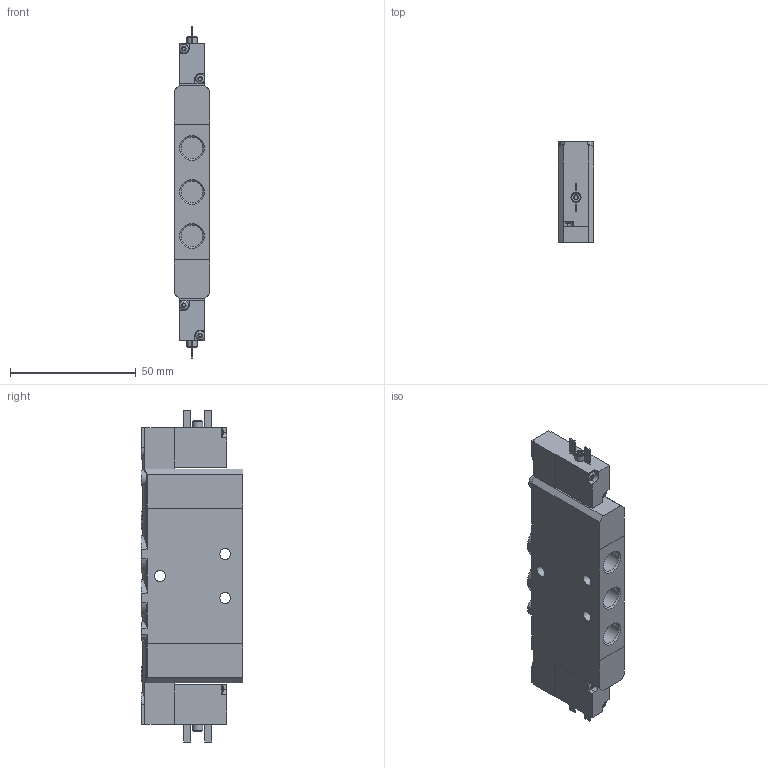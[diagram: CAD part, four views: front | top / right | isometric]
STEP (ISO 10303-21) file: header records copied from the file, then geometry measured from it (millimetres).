
FILE_DESCRIPTION(/* description */ ('STEP AP214'),/* implementation_level */ '2;1');
FILE_NAME(/* name */ '196940_CPE14-M1BH-5JS-1_8',/* time_stamp */ '2024-08-06T17:54:30+02:00',/* author */ ('License CC BY-ND 4.0'),/* organization */ ('CADENAS'),/* preprocessor_version */ 'ST-DEVELOPER v19.3',/* originating_system */ 'PARTsolutions',/* authorisation */ ' ');
FILE_SCHEMA (('AUTOMOTIVE_DESIGN {1 0 10303 214 3 1 1}'));
Length unit declared in the file: millimetre
Products named in the file (3): 196940 CPE14-M1BH-5JS-1/8; CPE14-...-5; CPE14-KMYZ9_M1BH
Assembly tree (3 placements, depth 2):
  196940 CPE14-M1BH-5JS-1/8
    CPE14-...-5
    CPE14-KMYZ9_M1BH  x2
Bounding box: 14 x 40.4 x 132 mm (x, y, z)
Volume: 54049.7 mm3; surface area: 18156.3 mm2
Topology: 3 solids, 3 shells, 242 faces, 583 edges, 372 vertices
Faces by surface type: plane 106, cylinder 93, cone 39, torus 4
Full cylindrical faces by diameter (mm): 1.567 x2, 2 x2, 2.459 x4, 2.5 x2, 3.6 x4, 4 x2, 4.4 x3, 4.55 x2, 6 x2, 8.566 x5
Entity records: 4059 total; most frequent: CARTESIAN_POINT 846, DIRECTION 651, ORIENTED_EDGE 598, EDGE_CURVE 299, AXIS2_PLACEMENT_3D 250, VERTEX_POINT 209, EDGE_LOOP 196, FACE_BOUND 196
